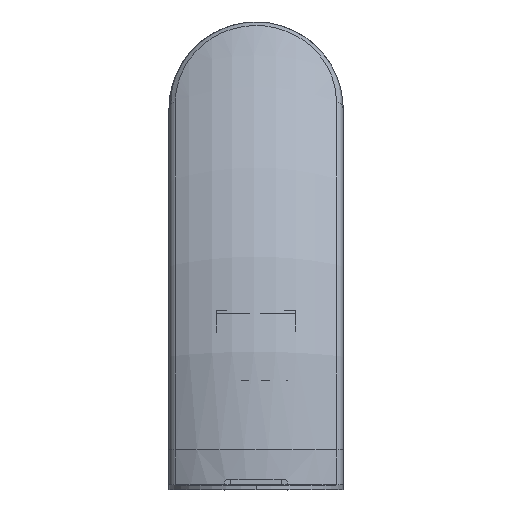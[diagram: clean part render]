
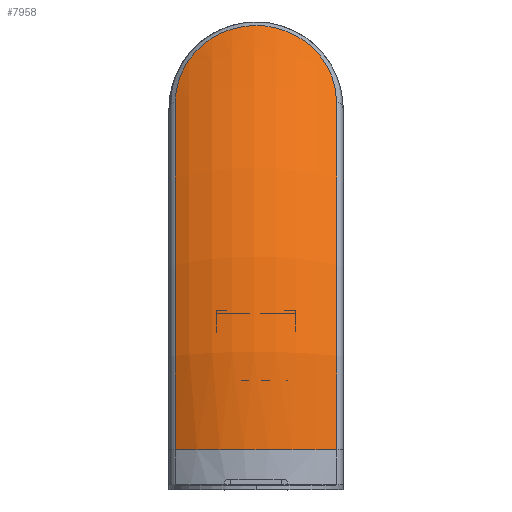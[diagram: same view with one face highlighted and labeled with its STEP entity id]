
A CAD part, top view. The second image highlights one B-rep face of the part: STEP entity #7958.
In plain terms, the highlighted toroidal (fillet/blend) face has major radius 59.774 mm and minor radius 21.982 mm.
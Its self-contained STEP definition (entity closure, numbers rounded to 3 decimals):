
#106 = CARTESIAN_POINT ( 'NONE',  ( -7.894, 9.021, -28.626 ) ) ;
#186 = CARTESIAN_POINT ( 'NONE',  ( -8.178, 8.759, -28.737 ) ) ;
#267 = CARTESIAN_POINT ( 'NONE',  ( -0.774, 11.972, -27.58 ) ) ;
#276 = EDGE_CURVE ( 'NONE', #10231, #13424, #6797, .T. ) ;
#349 = CARTESIAN_POINT ( 'NONE',  ( 10.693, 5.182, -30.583 ) ) ;
#666 = CARTESIAN_POINT ( 'NONE',  ( 11.073, 4.227, -31.179 ) ) ;
#950 = DIRECTION ( 'NONE',  ( -1., 0., 0. ) ) ;
#1231 = CARTESIAN_POINT ( 'NONE',  ( -5.332, 10.749, -27.97 ) ) ;
#1318 = CARTESIAN_POINT ( 'NONE',  ( -10.216, 6.143, -30.023 ) ) ;
#1636 = CARTESIAN_POINT ( 'NONE',  ( 11.254, 3.592, -31.608 ) ) ;
#1722 = CARTESIAN_POINT ( 'NONE',  ( 8.722, 8.205, -28.982 ) ) ;
#1800 = CARTESIAN_POINT ( 'NONE',  ( 9.649, 7.047, -29.541 ) ) ;
#2325 = VERTEX_POINT ( 'NONE', #13198 ) ;
#2458 = CARTESIAN_POINT ( 'NONE',  ( -11.313, 3.282, -31.833 ) ) ;
#2694 = VERTEX_POINT ( 'NONE', #12629 ) ;
#2710 = CARTESIAN_POINT ( 'NONE',  ( -6.021, 10.378, -28.101 ) ) ;
#2951 = CARTESIAN_POINT ( 'NONE',  ( 10.547, 5.503, -30.391 ) ) ;
#2958 = AXIS2_PLACEMENT_3D ( 'NONE', #15851, #950, #3233 ) ;
#3034 = CARTESIAN_POINT ( 'NONE',  ( 1.99, 11.831, -27.622 ) ) ;
#3107 = ORIENTED_EDGE ( 'NONE', *, *, #4129, .T. ) ;
#3190 = CARTESIAN_POINT ( 'NONE',  ( 11.551, 1.084, -33.524 ) ) ;
#3233 = DIRECTION ( 'NONE',  ( 0., 0., 1. ) ) ;
#3711 = ORIENTED_EDGE ( 'NONE', *, *, #11331, .T. ) ;
#3846 = CARTESIAN_POINT ( 'NONE',  ( -6.354, 10.176, -28.173 ) ) ;
#3980 = TOROIDAL_SURFACE ( 'NONE', #12553, 59.774, 21.982 ) ;
#4129 = EDGE_CURVE ( 'NONE', #2325, #2694, #12573, .T. ) ;
#4251 = CARTESIAN_POINT ( 'NONE',  ( 7.924, 9.02, -28.621 ) ) ;
#4409 = CARTESIAN_POINT ( 'NONE',  ( 3.911, 11.364, -27.765 ) ) ;
#5068 = CARTESIAN_POINT ( 'NONE',  ( -7.302, 9.513, -28.426 ) ) ;
#5227 = CARTESIAN_POINT ( 'NONE',  ( -11.551, 1.084, -33.524 ) ) ;
#5396 = CARTESIAN_POINT ( 'NONE',  ( 9.435, 7.343, -29.392 ) ) ;
#5477 = CARTESIAN_POINT ( 'NONE',  ( 11.551, 1.699, -33.015 ) ) ;
#5797 = CIRCLE ( 'NONE', #2958, 78.476 ) ;
#6120 = DIRECTION ( 'NONE',  ( 0., 1., 0. ) ) ;
#6288 = CARTESIAN_POINT ( 'NONE',  ( -10.033, 6.457, -29.851 ) ) ;
#6375 = CARTESIAN_POINT ( 'NONE',  ( -11.236, 3.604, -31.607 ) ) ;
#6454 = CARTESIAN_POINT ( 'NONE',  ( -1.963, 11.836, -27.621 ) ) ;
#6484 = CARTESIAN_POINT ( 'NONE',  ( -11.551, -48.923, -51.521 ) ) ;
#6797 = CIRCLE ( 'NONE', #14076, 21.982 ) ;
#7497 = CARTESIAN_POINT ( 'NONE',  ( -10.686, 5.198, -30.573 ) ) ;
#7668 = CARTESIAN_POINT ( 'NONE',  ( -3.881, 11.375, -27.762 ) ) ;
#7901 = CARTESIAN_POINT ( 'NONE',  ( 11.494, 2.33, -32.525 ) ) ;
#7910 = DIRECTION ( 'NONE',  ( 0., 0., -1. ) ) ;
#7958 = ADVANCED_FACE ( 'NONE', ( #11581 ), #3980, .T. ) ;
#8061 = CARTESIAN_POINT ( 'NONE',  ( 3.16, 11.595, -27.694 ) ) ;
#8439 = DIRECTION ( 'NONE',  ( 0., 0., -1. ) ) ;
#8636 = CARTESIAN_POINT ( 'NONE',  ( -3.128, 11.604, -27.691 ) ) ;
#8827 = EDGE_CURVE ( 'NONE', #2694, #10231, #5797, .T. ) ;
#8885 = CARTESIAN_POINT ( 'NONE',  ( -10.94, 4.563, -30.969 ) ) ;
#9289 = CARTESIAN_POINT ( 'NONE',  ( 10.042, 6.442, -29.86 ) ) ;
#9367 = CARTESIAN_POINT ( 'NONE',  ( 7.337, 9.51, -28.425 ) ) ;
#9667 = DIRECTION ( 'NONE',  ( 1., 0., 0. ) ) ;
#9788 = CARTESIAN_POINT ( 'NONE',  ( 0., -48.923, -32.818 ) ) ;
#9866 = CARTESIAN_POINT ( 'NONE',  ( -8.975, 7.949, -29.095 ) ) ;
#9951 = CARTESIAN_POINT ( 'NONE',  ( -10.542, 5.514, -30.384 ) ) ;
#10231 = VERTEX_POINT ( 'NONE', #12207 ) ;
#11252 = CARTESIAN_POINT ( 'NONE',  ( -11.551, 1.7, -33.015 ) ) ;
#11327 = AXIS2_PLACEMENT_3D ( 'NONE', #15858, #9667, #8439 ) ;
#11331 = EDGE_CURVE ( 'NONE', #13424, #2325, #11848, .T. ) ;
#11412 = CARTESIAN_POINT ( 'NONE',  ( -1.566, 11.895, -27.603 ) ) ;
#11581 = FACE_OUTER_BOUND ( 'NONE', #16027, .T. ) ;
#11671 = ORIENTED_EDGE ( 'NONE', *, *, #276, .T. ) ;
#11746 = CARTESIAN_POINT ( 'NONE',  ( 0., -48.923, 26.956 ) ) ;
#11820 = CARTESIAN_POINT ( 'NONE',  ( 0.411, 11.99, -27.575 ) ) ;
#11848 = CIRCLE ( 'NONE', #11327, 78.476 ) ;
#12207 = CARTESIAN_POINT ( 'NONE',  ( 11.551, -48.923, -51.521 ) ) ;
#12392 = CARTESIAN_POINT ( 'NONE',  ( -9.437, 7.371, -29.371 ) ) ;
#12553 = AXIS2_PLACEMENT_3D ( 'NONE', #11746, #14110, #7910 ) ;
#12560 = DIRECTION ( 'NONE',  ( 0., 0., 1. ) ) ;
#12573 = B_SPLINE_CURVE_WITH_KNOTS ( 'NONE', 3,
 ( #5227, #11252, #13776, #2458, #6375, #12647, #8885, #7497, #9951, #1318, #6288, #12392, #9866, #186, #106, #5068, #15083, #3846, #2710, #1231, #14842, #7668, #8636, #6454, #11412, #267, #13619, #11820, #14102, #14181, #3034, #8061, #4409, #15333, #13044, #12723, #15415, #9367, #4251, #1722, #14342, #5396, #1800, #9289, #12880, #2951, #349, #666, #1636, #7901, #5477, #3190 ),
 .UNSPECIFIED., .F., .F.,
 ( 4, 2, 2, 2, 2, 2, 2, 2, 2, 2, 2, 2, 2, 2, 2, 2, 2, 2, 2, 2, 2, 2, 2, 2, 2, 4 ),
 ( 0., 0.002, 0.004, 0.005, 0.006, 0.007, 0.01, 0.011, 0.012, 0.013, 0.014, 0.017, 0.018, 0.019, 0.02, 0.021, 0.024, 0.025, 0.026, 0.029, 0.03, 0.031, 0.032, 0.033, 0.036, 0.038 ),
 .UNSPECIFIED. ) ;
#12629 = CARTESIAN_POINT ( 'NONE',  ( 11.551, 1.084, -33.524 ) ) ;
#12647 = CARTESIAN_POINT ( 'NONE',  ( -11.05, 4.244, -31.176 ) ) ;
#12723 = CARTESIAN_POINT ( 'NONE',  ( 6.047, 10.363, -28.106 ) ) ;
#12880 = CARTESIAN_POINT ( 'NONE',  ( 10.221, 6.133, -30.029 ) ) ;
#13044 = CARTESIAN_POINT ( 'NONE',  ( 5.354, 10.738, -27.974 ) ) ;
#13198 = CARTESIAN_POINT ( 'NONE',  ( -11.551, 1.084, -33.524 ) ) ;
#13424 = VERTEX_POINT ( 'NONE', #6484 ) ;
#13619 = CARTESIAN_POINT ( 'NONE',  ( -0.379, 11.991, -27.575 ) ) ;
#13776 = CARTESIAN_POINT ( 'NONE',  ( -11.495, 2.326, -32.527 ) ) ;
#14076 = AXIS2_PLACEMENT_3D ( 'NONE', #9788, #6120, #12560 ) ;
#14102 = CARTESIAN_POINT ( 'NONE',  ( 0.806, 11.97, -27.581 ) ) ;
#14110 = DIRECTION ( 'NONE',  ( 1., 0., 0. ) ) ;
#14181 = CARTESIAN_POINT ( 'NONE',  ( 1.594, 11.891, -27.604 ) ) ;
#14342 = CARTESIAN_POINT ( 'NONE',  ( 8.973, 7.921, -29.113 ) ) ;
#14842 = CARTESIAN_POINT ( 'NONE',  ( -4.973, 10.92, -27.912 ) ) ;
#15083 = CARTESIAN_POINT ( 'NONE',  ( -6.994, 9.744, -28.336 ) ) ;
#15333 = CARTESIAN_POINT ( 'NONE',  ( 4.998, 10.909, -27.916 ) ) ;
#15415 = CARTESIAN_POINT ( 'NONE',  ( 6.379, 10.16, -28.179 ) ) ;
#15697 = ORIENTED_EDGE ( 'NONE', *, *, #8827, .T. ) ;
#15851 = CARTESIAN_POINT ( 'NONE',  ( 11.551, -48.923, 26.956 ) ) ;
#15858 = CARTESIAN_POINT ( 'NONE',  ( -11.551, -48.923, 26.956 ) ) ;
#16027 = EDGE_LOOP ( 'NONE', ( #11671, #3711, #3107, #15697 ) ) ;
